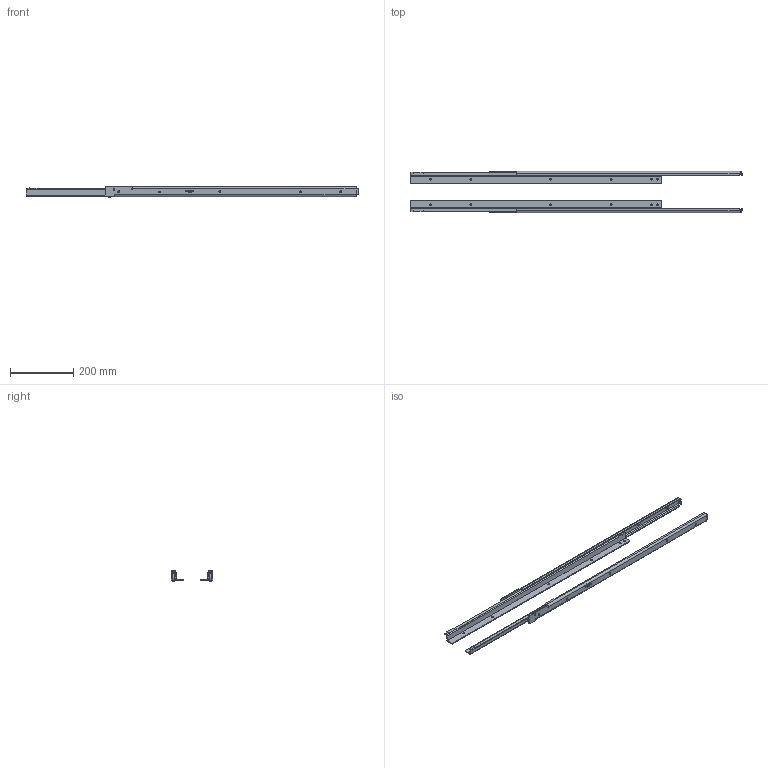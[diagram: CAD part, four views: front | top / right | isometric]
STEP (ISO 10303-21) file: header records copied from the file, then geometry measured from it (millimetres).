
FILE_DESCRIPTION (( 'STEP AP214' ), '1' );
FILE_NAME ('Assem1.STEP', '2019-02-28T23:22:10', ( '' ), ( '' ), 'SwSTEP 2.0', 'SolidWorks 2018', '' );
FILE_SCHEMA (( 'AUTOMOTIVE_DESIGN' ));
Length unit declared in the file: millimetre
Products named in the file (5): Right One Side; Right Other side; Left One Side; Left Other side; Assem1
Assembly tree (4 placements, depth 2):
  Assem1
    Right One Side
    Right Other side
    Left One Side
    Left Other side
Bounding box: 1051.4 x 130.5 x 32.05 mm (x, y, z)
Volume: 476699.1 mm3; surface area: 337959.5 mm2
Topology: 4 solids, 4 shells, 627 faces, 1630 edges, 1044 vertices
Faces by surface type: plane 320, cylinder 132, bspline 115, cone 60
Entity records: 27019 total; most frequent: CARTESIAN_POINT 10671, ORIENTED_EDGE 3260, DIRECTION 2818, EDGE_CURVE 1630, VERTEX_POINT 1044, VECTOR 1020, LINE 1020, AXIS2_PLACEMENT_3D 899
